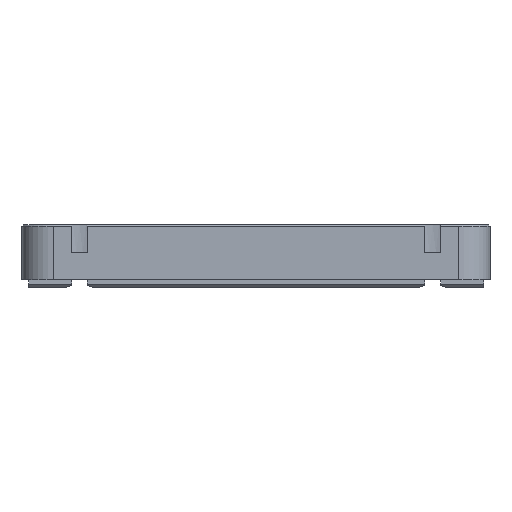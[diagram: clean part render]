
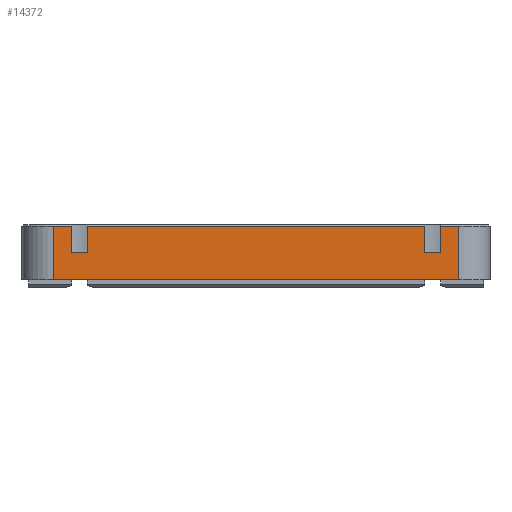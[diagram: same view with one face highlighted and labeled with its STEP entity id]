
A CAD part, front view. The second image highlights one B-rep face of the part: STEP entity #14372.
In plain terms, the highlighted planar face has unit normal (0.003, -1, 0).
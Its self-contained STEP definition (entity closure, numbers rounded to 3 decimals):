
#938=FACE_OUTER_BOUND('',#1862,.T.);
#1862=EDGE_LOOP('',(#9607,#9608,#9609,#9610,#9611,#9612,#9613,#9614,#9615,
#9616,#9617,#9618));
#2818=LINE('',#20717,#4460);
#2872=LINE('',#20859,#4514);
#2873=LINE('',#20863,#4515);
#2874=LINE('',#20865,#4516);
#2875=LINE('',#20867,#4517);
#2876=LINE('',#20869,#4518);
#2877=LINE('',#20871,#4519);
#2878=LINE('',#20873,#4520);
#2879=LINE('',#20875,#4521);
#2880=LINE('',#20877,#4522);
#2881=LINE('',#20879,#4523);
#2882=LINE('',#20880,#4524);
#4460=VECTOR('',#16556,10.);
#4514=VECTOR('',#16694,4.);
#4515=VECTOR('',#16699,10.);
#4516=VECTOR('',#16700,10.);
#4517=VECTOR('',#16701,10.);
#4518=VECTOR('',#16702,10.);
#4519=VECTOR('',#16703,10.);
#4520=VECTOR('',#16704,10.);
#4521=VECTOR('',#16705,10.);
#4522=VECTOR('',#16706,10.);
#4523=VECTOR('',#16707,4.);
#4524=VECTOR('',#16708,10.);
#6102=VERTEX_POINT('',#20714);
#6103=VERTEX_POINT('',#20716);
#6149=VERTEX_POINT('',#20858);
#6150=VERTEX_POINT('',#20862);
#6151=VERTEX_POINT('',#20864);
#6152=VERTEX_POINT('',#20866);
#6153=VERTEX_POINT('',#20868);
#6154=VERTEX_POINT('',#20870);
#6155=VERTEX_POINT('',#20872);
#6156=VERTEX_POINT('',#20874);
#6157=VERTEX_POINT('',#20876);
#6158=VERTEX_POINT('',#20878);
#7361=EDGE_CURVE('',#6102,#6103,#2818,.T.);
#7432=EDGE_CURVE('',#6103,#6149,#2872,.T.);
#7434=EDGE_CURVE('',#6102,#6150,#2873,.T.);
#7435=EDGE_CURVE('',#6151,#6150,#2874,.T.);
#7436=EDGE_CURVE('',#6151,#6152,#2875,.T.);
#7437=EDGE_CURVE('',#6153,#6152,#2876,.T.);
#7438=EDGE_CURVE('',#6153,#6154,#2877,.T.);
#7439=EDGE_CURVE('',#6155,#6154,#2878,.T.);
#7440=EDGE_CURVE('',#6155,#6156,#2879,.T.);
#7441=EDGE_CURVE('',#6157,#6156,#2880,.T.);
#7442=EDGE_CURVE('',#6158,#6157,#2881,.T.);
#7443=EDGE_CURVE('',#6149,#6158,#2882,.T.);
#9607=ORIENTED_EDGE('',*,*,#7361,.F.);
#9608=ORIENTED_EDGE('',*,*,#7434,.T.);
#9609=ORIENTED_EDGE('',*,*,#7435,.F.);
#9610=ORIENTED_EDGE('',*,*,#7436,.T.);
#9611=ORIENTED_EDGE('',*,*,#7437,.F.);
#9612=ORIENTED_EDGE('',*,*,#7438,.T.);
#9613=ORIENTED_EDGE('',*,*,#7439,.F.);
#9614=ORIENTED_EDGE('',*,*,#7440,.T.);
#9615=ORIENTED_EDGE('',*,*,#7441,.F.);
#9616=ORIENTED_EDGE('',*,*,#7442,.F.);
#9617=ORIENTED_EDGE('',*,*,#7443,.F.);
#9618=ORIENTED_EDGE('',*,*,#7432,.F.);
#13782=PLANE('',#15337);
#14372=ADVANCED_FACE('',(#938),#13782,.T.);
#15337=AXIS2_PLACEMENT_3D('',#20861,#16697,#16698);
#16556=DIRECTION('',(1.,0.003,0.));
#16694=DIRECTION('',(0.,0.,-1.));
#16697=DIRECTION('center_axis',(0.003,-1.,
0.));
#16698=DIRECTION('ref_axis',(1.,0.003,0.));
#16699=DIRECTION('',(0.,0.,-1.));
#16700=DIRECTION('',(1.,0.003,0.));
#16701=DIRECTION('',(0.,0.,1.));
#16702=DIRECTION('',(1.,0.003,0.));
#16703=DIRECTION('',(0.,0.,-1.));
#16704=DIRECTION('',(1.,0.003,0.));
#16705=DIRECTION('',(0.,0.,1.));
#16706=DIRECTION('',(1.,0.003,0.));
#16707=DIRECTION('',(0.,0.,1.));
#16708=DIRECTION('',(-1.,-0.003,0.));
#20714=CARTESIAN_POINT('',(22.666,-39.102,3.295));
#20716=CARTESIAN_POINT('',(24.971,-39.095,3.295));
#20717=CARTESIAN_POINT('',(-16.31,-39.229,3.295));
#20858=CARTESIAN_POINT('',(24.971,-39.095,-3.505));
#20859=CARTESIAN_POINT('',(24.971,-39.095,3.495));
#20861=CARTESIAN_POINT('Origin',(-31.81,-39.28,-2.505));
#20862=CARTESIAN_POINT('',(22.666,-39.102,-0.105));
#20863=CARTESIAN_POINT('',(22.666,-39.102,0.495));
#20864=CARTESIAN_POINT('',(20.666,-39.109,-0.105));
#20865=CARTESIAN_POINT('',(20.666,-39.109,-0.105));
#20866=CARTESIAN_POINT('',(20.666,-39.109,3.295));
#20867=CARTESIAN_POINT('',(20.666,-39.109,0.495));
#20868=CARTESIAN_POINT('',(-22.334,-39.249,3.295));
#20869=CARTESIAN_POINT('',(-16.31,-39.229,3.295));
#20870=CARTESIAN_POINT('',(-22.334,-39.249,-0.105));
#20871=CARTESIAN_POINT('',(-22.334,-39.249,0.495));
#20872=CARTESIAN_POINT('',(-24.334,-39.256,-0.105));
#20873=CARTESIAN_POINT('',(-24.334,-39.256,-0.105));
#20874=CARTESIAN_POINT('',(-24.334,-39.256,3.295));
#20875=CARTESIAN_POINT('',(-24.334,-39.256,0.495));
#20876=CARTESIAN_POINT('',(-26.652,-39.263,3.295));
#20877=CARTESIAN_POINT('',(-16.31,-39.229,3.295));
#20878=CARTESIAN_POINT('',(-26.652,-39.263,-3.505));
#20879=CARTESIAN_POINT('',(-26.652,-39.263,3.495));
#20880=CARTESIAN_POINT('',(30.161,-39.078,-3.505));
